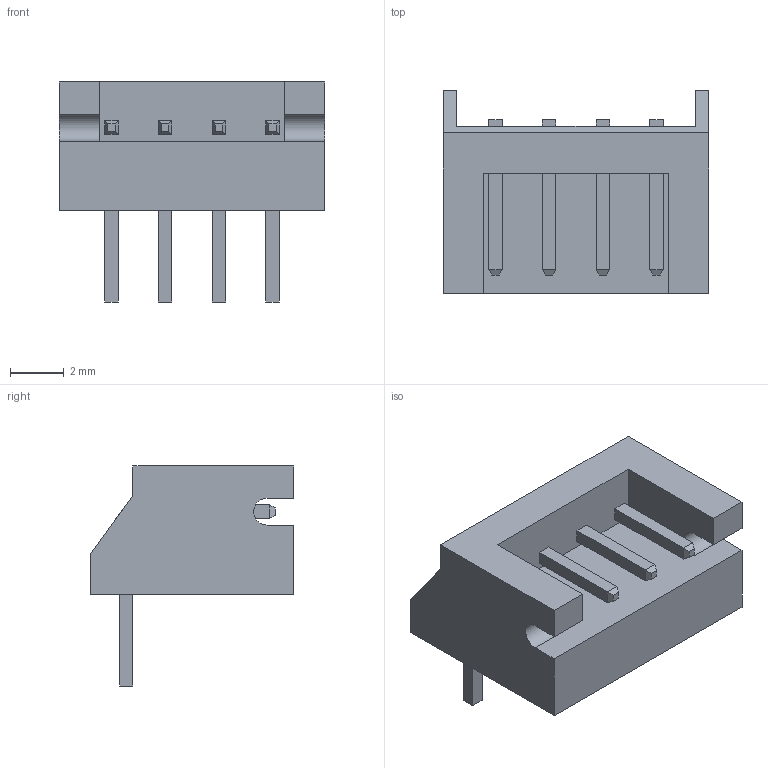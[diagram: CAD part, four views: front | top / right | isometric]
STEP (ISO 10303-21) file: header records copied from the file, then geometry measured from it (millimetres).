
FILE_DESCRIPTION( ( '' ), ' ' );
FILE_NAME( '596a21592514c70f5c17e05b.step', '2017-07-15T14:06:17', ( '' ), ( '' ), ' ', ' ', ' ' );
FILE_SCHEMA( ( 'AUTOMOTIVE_DESIGN { 1 0 10303 214 1 1 1 1 }' ) );
Length unit declared in the file: metre
Products named in the file (1): Open CASCADE STEP translator 6.8 1
Bounding box: 9.9 x 7.6 x 8.2 mm (x, y, z)
Volume: 231.8 mm3; surface area: 371 mm2
Topology: 1 solids, 1 shells, 82 faces, 204 edges, 128 vertices
Faces by surface type: plane 80, cylinder 2
Entity records: 4052 total; most frequent: CARTESIAN_POINT 415, ORIENTED_EDGE 408, DIRECTION 374, STYLED_ITEM 286, PRESENTATION_STYLE_ASSIGNMENT 286, COLOUR_RGB 286, EDGE_CURVE 204, CURVE_STYLE 204
